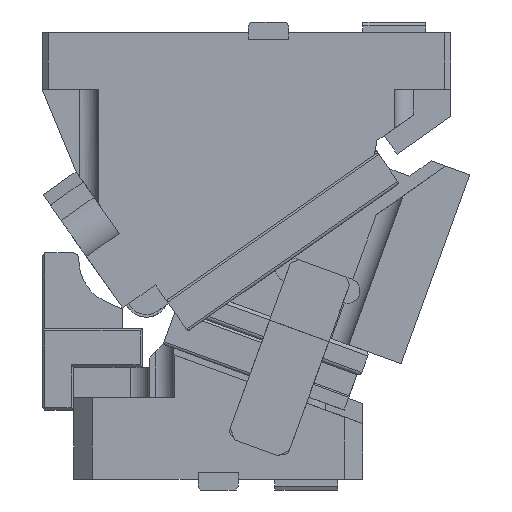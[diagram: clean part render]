
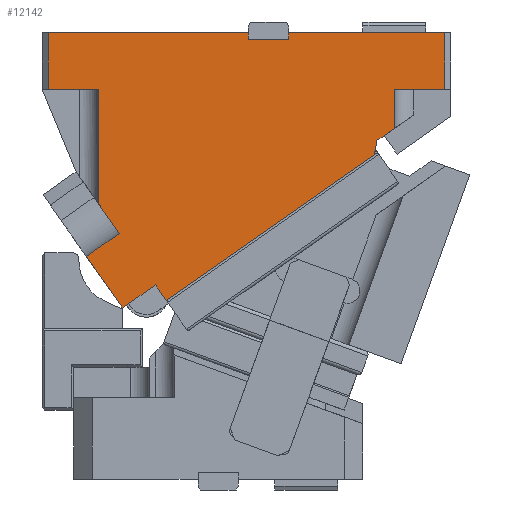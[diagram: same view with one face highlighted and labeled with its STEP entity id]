
A CAD part, front view. The second image highlights one B-rep face of the part: STEP entity #12142.
In plain terms, the highlighted planar face has unit normal (0, -1, 0).
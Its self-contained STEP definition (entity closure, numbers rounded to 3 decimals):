
#9278=CARTESIAN_POINT('Vertex',(-20.,-45.,355.)) ;
#9281=CARTESIAN_POINT('Line Origine',(59.5,-45.,355.)) ;
#9285=CARTESIAN_POINT('Vertex',(139.,-45.,355.)) ;
#9355=CARTESIAN_POINT('Vertex',(171.,-45.,355.)) ;
#9358=CARTESIAN_POINT('Line Origine',(233.,-45.,355.)) ;
#9362=CARTESIAN_POINT('Vertex',(295.,-45.,355.)) ;
#10376=CARTESIAN_POINT('Vertex',(38.855,-45.,136.151)) ;
#10379=CARTESIAN_POINT('Line Origine',(24.515,-45.,156.63)) ;
#10383=CARTESIAN_POINT('Vertex',(10.176,-45.,177.109)) ;
#10798=CARTESIAN_POINT('Vertex',(36.388,-45.,195.463)) ;
#10801=CARTESIAN_POINT('Line Origine',(28.194,-45.,207.165)) ;
#10805=CARTESIAN_POINT('Vertex',(20.,-45.,218.867)) ;
#11164=CARTESIAN_POINT('Line Origine',(51.961,-45.,145.328)) ;
#11168=CARTESIAN_POINT('Vertex',(65.067,-45.,154.505)) ;
#12010=CARTESIAN_POINT('Vertex',(-20.,-45.,310.)) ;
#12013=CARTESIAN_POINT('Line Origine',(-20.,-45.,332.5)) ;
#12025=CARTESIAN_POINT('Axis2P3D Location',(137.5,-45.,249.838)) ;
#12030=CARTESIAN_POINT('Line Origine',(69.368,-45.,148.361)) ;
#12034=CARTESIAN_POINT('Vertex',(73.67,-45.,142.218)) ;
#12037=CARTESIAN_POINT('Line Origine',(155.585,-45.,199.575)) ;
#12041=CARTESIAN_POINT('Vertex',(237.501,-45.,256.933)) ;
#12044=CARTESIAN_POINT('Line Origine',(238.32,-45.,257.507)) ;
#12048=CARTESIAN_POINT('Vertex',(239.139,-45.,258.08)) ;
#12051=CARTESIAN_POINT('Line Origine',(240.121,-45.,263.651)) ;
#12055=CARTESIAN_POINT('Vertex',(241.104,-45.,269.222)) ;
#12058=CARTESIAN_POINT('Line Origine',(248.052,-45.,274.087)) ;
#12062=CARTESIAN_POINT('Vertex',(255.,-45.,278.952)) ;
#12065=CARTESIAN_POINT('Line Origine',(255.,-45.,294.476)) ;
#12069=CARTESIAN_POINT('Vertex',(255.,-45.,310.)) ;
#12072=CARTESIAN_POINT('Line Origine',(275.,-45.,310.)) ;
#12076=CARTESIAN_POINT('Vertex',(295.,-45.,310.)) ;
#12079=CARTESIAN_POINT('Line Origine',(295.,-45.,332.5)) ;
#12084=CARTESIAN_POINT('Line Origine',(171.,-45.,352.25)) ;
#12088=CARTESIAN_POINT('Vertex',(171.,-45.,349.5)) ;
#12091=CARTESIAN_POINT('Line Origine',(155.,-45.,349.5)) ;
#12095=CARTESIAN_POINT('Vertex',(139.,-45.,349.5)) ;
#12098=CARTESIAN_POINT('Line Origine',(139.,-45.,352.25)) ;
#12103=CARTESIAN_POINT('Line Origine',(0.,-45.,310.)) ;
#12107=CARTESIAN_POINT('Vertex',(20.,-45.,310.)) ;
#12110=CARTESIAN_POINT('Line Origine',(20.,-45.,264.433)) ;
#12115=CARTESIAN_POINT('Line Origine',(23.282,-45.,186.286)) ;
#9282=DIRECTION('Vector Direction',(-1.,0.,0.)) ;
#9359=DIRECTION('Vector Direction',(-1.,0.,0.)) ;
#10380=DIRECTION('Vector Direction',(0.574,0.,-0.819)) ;
#10802=DIRECTION('Vector Direction',(0.574,0.,-0.819)) ;
#11165=DIRECTION('Vector Direction',(0.819,0.,0.574)) ;
#12014=DIRECTION('Vector Direction',(0.,0.,-1.)) ;
#12026=DIRECTION('Axis2P3D Direction',(0.,1.,-0.)) ;
#12027=DIRECTION('Axis2P3D XDirection',(-1.,0.,0.)) ;
#12031=DIRECTION('Vector Direction',(0.574,0.,-0.819)) ;
#12038=DIRECTION('Vector Direction',(-0.819,0.,-0.574)) ;
#12045=DIRECTION('Vector Direction',(0.819,0.,0.574)) ;
#12052=DIRECTION('Vector Direction',(-0.174,0.,-0.985)) ;
#12059=DIRECTION('Vector Direction',(0.819,0.,0.574)) ;
#12066=DIRECTION('Vector Direction',(0.,0.,-1.)) ;
#12073=DIRECTION('Vector Direction',(-1.,0.,0.)) ;
#12080=DIRECTION('Vector Direction',(0.,0.,1.)) ;
#12085=DIRECTION('Vector Direction',(0.,0.,-1.)) ;
#12092=DIRECTION('Vector Direction',(1.,0.,0.)) ;
#12099=DIRECTION('Vector Direction',(0.,0.,1.)) ;
#12104=DIRECTION('Vector Direction',(-1.,0.,0.)) ;
#12111=DIRECTION('Vector Direction',(0.,0.,1.)) ;
#12116=DIRECTION('Vector Direction',(0.819,0.,0.574)) ;
#12028=AXIS2_PLACEMENT_3D('Plane Axis2P3D',#12025,#12026,#12027) ;
#12121=ORIENTED_EDGE('',*,*,#10385,.T.) ;
#12122=ORIENTED_EDGE('',*,*,#11170,.F.) ;
#12123=ORIENTED_EDGE('',*,*,#12036,.T.) ;
#12124=ORIENTED_EDGE('',*,*,#12043,.F.) ;
#12125=ORIENTED_EDGE('',*,*,#12050,.T.) ;
#12126=ORIENTED_EDGE('',*,*,#12057,.F.) ;
#12127=ORIENTED_EDGE('',*,*,#12064,.T.) ;
#12128=ORIENTED_EDGE('',*,*,#12071,.F.) ;
#12129=ORIENTED_EDGE('',*,*,#12078,.F.) ;
#12130=ORIENTED_EDGE('',*,*,#12083,.T.) ;
#12131=ORIENTED_EDGE('',*,*,#9364,.T.) ;
#12132=ORIENTED_EDGE('',*,*,#12090,.T.) ;
#12133=ORIENTED_EDGE('',*,*,#12097,.F.) ;
#12134=ORIENTED_EDGE('',*,*,#12102,.T.) ;
#12135=ORIENTED_EDGE('',*,*,#9287,.T.) ;
#12136=ORIENTED_EDGE('',*,*,#12017,.T.) ;
#12137=ORIENTED_EDGE('',*,*,#12109,.F.) ;
#12138=ORIENTED_EDGE('',*,*,#12114,.F.) ;
#12139=ORIENTED_EDGE('',*,*,#10807,.T.) ;
#12140=ORIENTED_EDGE('',*,*,#12119,.F.) ;
#9283=VECTOR('Line Direction',#9282,1.) ;
#9360=VECTOR('Line Direction',#9359,1.) ;
#10381=VECTOR('Line Direction',#10380,1.) ;
#10803=VECTOR('Line Direction',#10802,1.) ;
#11166=VECTOR('Line Direction',#11165,1.) ;
#12015=VECTOR('Line Direction',#12014,1.) ;
#12032=VECTOR('Line Direction',#12031,1.) ;
#12039=VECTOR('Line Direction',#12038,1.) ;
#12046=VECTOR('Line Direction',#12045,1.) ;
#12053=VECTOR('Line Direction',#12052,1.) ;
#12060=VECTOR('Line Direction',#12059,1.) ;
#12067=VECTOR('Line Direction',#12066,1.) ;
#12074=VECTOR('Line Direction',#12073,1.) ;
#12081=VECTOR('Line Direction',#12080,1.) ;
#12086=VECTOR('Line Direction',#12085,1.) ;
#12093=VECTOR('Line Direction',#12092,1.) ;
#12100=VECTOR('Line Direction',#12099,1.) ;
#12105=VECTOR('Line Direction',#12104,1.) ;
#12112=VECTOR('Line Direction',#12111,1.) ;
#12117=VECTOR('Line Direction',#12116,1.) ;
#12142=ADVANCED_FACE('CAM HOLDER',(#12141),#12029,.F.) ;
#9287=EDGE_CURVE('',#9286,#9279,#9284,.T.) ;
#9364=EDGE_CURVE('',#9363,#9356,#9361,.T.) ;
#10385=EDGE_CURVE('',#10384,#10377,#10382,.T.) ;
#10807=EDGE_CURVE('',#10806,#10799,#10804,.T.) ;
#11170=EDGE_CURVE('',#11169,#10377,#11167,.F.) ;
#12017=EDGE_CURVE('',#9279,#12011,#12016,.T.) ;
#12036=EDGE_CURVE('',#11169,#12035,#12033,.T.) ;
#12043=EDGE_CURVE('',#12042,#12035,#12040,.T.) ;
#12050=EDGE_CURVE('',#12042,#12049,#12047,.T.) ;
#12057=EDGE_CURVE('',#12056,#12049,#12054,.T.) ;
#12064=EDGE_CURVE('',#12056,#12063,#12061,.T.) ;
#12071=EDGE_CURVE('',#12070,#12063,#12068,.T.) ;
#12078=EDGE_CURVE('',#12077,#12070,#12075,.T.) ;
#12083=EDGE_CURVE('',#12077,#9363,#12082,.T.) ;
#12090=EDGE_CURVE('',#9356,#12089,#12087,.T.) ;
#12097=EDGE_CURVE('',#12096,#12089,#12094,.T.) ;
#12102=EDGE_CURVE('',#12096,#9286,#12101,.T.) ;
#12109=EDGE_CURVE('',#12108,#12011,#12106,.T.) ;
#12114=EDGE_CURVE('',#10806,#12108,#12113,.T.) ;
#12119=EDGE_CURVE('',#10384,#10799,#12118,.T.) ;
#12120=EDGE_LOOP('',(#12121,#12122,#12123,#12124,#12125,#12126,#12127,#12128,#12129,#12130,#12131,#12132,#12133,#12134,#12135,#12136,#12137,#12138,#12139,#12140)) ;
#12141=FACE_OUTER_BOUND('',#12120,.T.) ;
#9284=LINE('Line',#9281,#9283) ;
#9361=LINE('Line',#9358,#9360) ;
#10382=LINE('Line',#10379,#10381) ;
#10804=LINE('Line',#10801,#10803) ;
#11167=LINE('Line',#11164,#11166) ;
#12016=LINE('Line',#12013,#12015) ;
#12033=LINE('Line',#12030,#12032) ;
#12040=LINE('Line',#12037,#12039) ;
#12047=LINE('Line',#12044,#12046) ;
#12054=LINE('Line',#12051,#12053) ;
#12061=LINE('Line',#12058,#12060) ;
#12068=LINE('Line',#12065,#12067) ;
#12075=LINE('Line',#12072,#12074) ;
#12082=LINE('Line',#12079,#12081) ;
#12087=LINE('Line',#12084,#12086) ;
#12094=LINE('Line',#12091,#12093) ;
#12101=LINE('Line',#12098,#12100) ;
#12106=LINE('Line',#12103,#12105) ;
#12113=LINE('Line',#12110,#12112) ;
#12118=LINE('Line',#12115,#12117) ;
#12029=PLANE('Plane',#12028) ;
#9279=VERTEX_POINT('',#9278) ;
#9286=VERTEX_POINT('',#9285) ;
#9356=VERTEX_POINT('',#9355) ;
#9363=VERTEX_POINT('',#9362) ;
#10377=VERTEX_POINT('',#10376) ;
#10384=VERTEX_POINT('',#10383) ;
#10799=VERTEX_POINT('',#10798) ;
#10806=VERTEX_POINT('',#10805) ;
#11169=VERTEX_POINT('',#11168) ;
#12011=VERTEX_POINT('',#12010) ;
#12035=VERTEX_POINT('',#12034) ;
#12042=VERTEX_POINT('',#12041) ;
#12049=VERTEX_POINT('',#12048) ;
#12056=VERTEX_POINT('',#12055) ;
#12063=VERTEX_POINT('',#12062) ;
#12070=VERTEX_POINT('',#12069) ;
#12077=VERTEX_POINT('',#12076) ;
#12089=VERTEX_POINT('',#12088) ;
#12096=VERTEX_POINT('',#12095) ;
#12108=VERTEX_POINT('',#12107) ;
